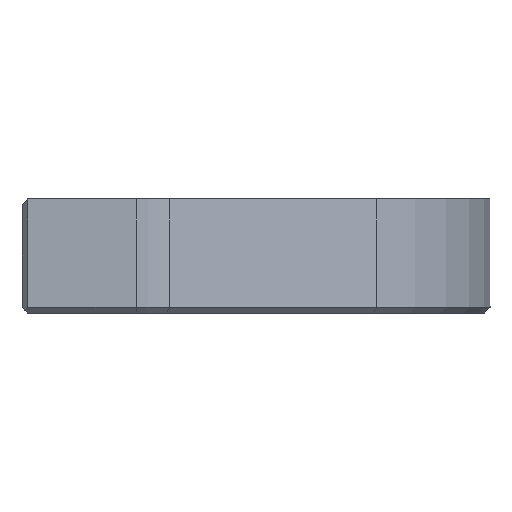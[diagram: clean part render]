
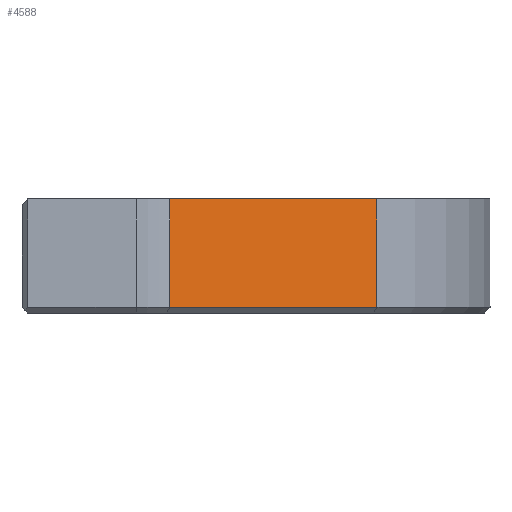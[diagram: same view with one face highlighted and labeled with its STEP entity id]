
A CAD part, left-side view. The second image highlights one B-rep face of the part: STEP entity #4588.
In plain terms, the highlighted planar face has unit normal (-0.809, -0.587, 0).
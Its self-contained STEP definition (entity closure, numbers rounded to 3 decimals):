
#91 = PLANE('',#92);
#92 = AXIS2_PLACEMENT_3D('',#93,#94,#95);
#93 = CARTESIAN_POINT('',(-33.528,-31.09,10.));
#94 = DIRECTION('',(0.,0.,-1.));
#95 = DIRECTION('',(-1.,0.,0.));
#1229 = VERTEX_POINT('',#1230);
#1230 = CARTESIAN_POINT('',(-33.528,-31.09,10.));
#1249 = CYLINDRICAL_SURFACE('',#1250,24.);
#1250 = AXIS2_PLACEMENT_3D('',#1251,#1252,#1253);
#1251 = CARTESIAN_POINT('',(-14.1,-17.,0.));
#1252 = DIRECTION('',(-0.,-0.,-1.));
#1253 = DIRECTION('',(1.,0.,0.));
#1261 = EDGE_CURVE('',#1229,#1262,#1264,.T.);
#1262 = VERTEX_POINT('',#1263);
#1263 = CARTESIAN_POINT('',(-46.695,-12.936,10.));
#1264 = SURFACE_CURVE('',#1265,(#1269,#1276),.PCURVE_S1.);
#1265 = LINE('',#1266,#1267);
#1266 = CARTESIAN_POINT('',(-33.528,-31.09,10.));
#1267 = VECTOR('',#1268,1.);
#1268 = DIRECTION('',(-0.587,0.81,0.));
#1269 = PCURVE('',#91,#1270);
#1270 = DEFINITIONAL_REPRESENTATION('',(#1271),#1275);
#1271 = LINE('',#1272,#1273);
#1272 = CARTESIAN_POINT('',(0.,0.));
#1273 = VECTOR('',#1274,1.);
#1274 = DIRECTION('',(0.587,0.81));
#1275 = ( GEOMETRIC_REPRESENTATION_CONTEXT(2) 
PARAMETRIC_REPRESENTATION_CONTEXT() REPRESENTATION_CONTEXT('2D SPACE',''
  ) );
#1276 = PCURVE('',#1277,#1282);
#1277 = PLANE('',#1278);
#1278 = AXIS2_PLACEMENT_3D('',#1279,#1280,#1281);
#1279 = CARTESIAN_POINT('',(-33.528,-31.09,0.));
#1280 = DIRECTION('',(-0.81,-0.587,0.));
#1281 = DIRECTION('',(-0.587,0.81,0.));
#1282 = DEFINITIONAL_REPRESENTATION('',(#1283),#1287);
#1283 = LINE('',#1284,#1285);
#1284 = CARTESIAN_POINT('',(0.,-10.));
#1285 = VECTOR('',#1286,1.);
#1286 = DIRECTION('',(1.,0.));
#1287 = ( GEOMETRIC_REPRESENTATION_CONTEXT(2) 
PARAMETRIC_REPRESENTATION_CONTEXT() REPRESENTATION_CONTEXT('2D SPACE',''
  ) );
#1310 = CYLINDRICAL_SURFACE('',#1311,5.);
#1311 = AXIS2_PLACEMENT_3D('',#1312,#1313,#1314);
#1312 = CARTESIAN_POINT('',(-42.648,-10.,0.));
#1313 = DIRECTION('',(-0.,-0.,-1.));
#1314 = DIRECTION('',(1.,0.,0.));
#4485 = EDGE_CURVE('',#4486,#1262,#4488,.T.);
#4486 = VERTEX_POINT('',#4487);
#4487 = CARTESIAN_POINT('',(-46.695,-12.936,0.5));
#4488 = SURFACE_CURVE('',#4489,(#4493,#4500),.PCURVE_S1.);
#4489 = LINE('',#4490,#4491);
#4490 = CARTESIAN_POINT('',(-46.695,-12.936,0.));
#4491 = VECTOR('',#4492,1.);
#4492 = DIRECTION('',(0.,0.,1.));
#4493 = PCURVE('',#1310,#4494);
#4494 = DEFINITIONAL_REPRESENTATION('',(#4495),#4499);
#4495 = LINE('',#4496,#4497);
#4496 = CARTESIAN_POINT('',(-3.769,0.));
#4497 = VECTOR('',#4498,1.);
#4498 = DIRECTION('',(-0.,-1.));
#4499 = ( GEOMETRIC_REPRESENTATION_CONTEXT(2) 
PARAMETRIC_REPRESENTATION_CONTEXT() REPRESENTATION_CONTEXT('2D SPACE',''
  ) );
#4500 = PCURVE('',#1277,#4501);
#4501 = DEFINITIONAL_REPRESENTATION('',(#4502),#4506);
#4502 = LINE('',#4503,#4504);
#4503 = CARTESIAN_POINT('',(22.427,0.));
#4504 = VECTOR('',#4505,1.);
#4505 = DIRECTION('',(0.,-1.));
#4506 = ( GEOMETRIC_REPRESENTATION_CONTEXT(2) 
PARAMETRIC_REPRESENTATION_CONTEXT() REPRESENTATION_CONTEXT('2D SPACE',''
  ) );
#4588 = ADVANCED_FACE('',(#4589),#1277,.T.);
#4589 = FACE_BOUND('',#4590,.T.);
#4590 = EDGE_LOOP('',(#4591,#4614,#4615,#4616));
#4591 = ORIENTED_EDGE('',*,*,#4592,.T.);
#4592 = EDGE_CURVE('',#4593,#1229,#4595,.T.);
#4593 = VERTEX_POINT('',#4594);
#4594 = CARTESIAN_POINT('',(-33.528,-31.09,0.5));
#4595 = SURFACE_CURVE('',#4596,(#4600,#4607),.PCURVE_S1.);
#4596 = LINE('',#4597,#4598);
#4597 = CARTESIAN_POINT('',(-33.528,-31.09,0.));
#4598 = VECTOR('',#4599,1.);
#4599 = DIRECTION('',(0.,0.,1.));
#4600 = PCURVE('',#1277,#4601);
#4601 = DEFINITIONAL_REPRESENTATION('',(#4602),#4606);
#4602 = LINE('',#4603,#4604);
#4603 = CARTESIAN_POINT('',(0.,0.));
#4604 = VECTOR('',#4605,1.);
#4605 = DIRECTION('',(0.,-1.));
#4606 = ( GEOMETRIC_REPRESENTATION_CONTEXT(2) 
PARAMETRIC_REPRESENTATION_CONTEXT() REPRESENTATION_CONTEXT('2D SPACE',''
  ) );
#4607 = PCURVE('',#1249,#4608);
#4608 = DEFINITIONAL_REPRESENTATION('',(#4609),#4613);
#4609 = LINE('',#4610,#4611);
#4610 = CARTESIAN_POINT('',(-3.769,0.));
#4611 = VECTOR('',#4612,1.);
#4612 = DIRECTION('',(-0.,-1.));
#4613 = ( GEOMETRIC_REPRESENTATION_CONTEXT(2) 
PARAMETRIC_REPRESENTATION_CONTEXT() REPRESENTATION_CONTEXT('2D SPACE',''
  ) );
#4614 = ORIENTED_EDGE('',*,*,#1261,.T.);
#4615 = ORIENTED_EDGE('',*,*,#4485,.F.);
#4616 = ORIENTED_EDGE('',*,*,#4617,.T.);
#4617 = EDGE_CURVE('',#4486,#4593,#4618,.T.);
#4618 = SURFACE_CURVE('',#4619,(#4623,#4630),.PCURVE_S1.);
#4619 = LINE('',#4620,#4621);
#4620 = CARTESIAN_POINT('',(-46.695,-12.936,0.5));
#4621 = VECTOR('',#4622,1.);
#4622 = DIRECTION('',(0.587,-0.81,0.));
#4623 = PCURVE('',#1277,#4624);
#4624 = DEFINITIONAL_REPRESENTATION('',(#4625),#4629);
#4625 = LINE('',#4626,#4627);
#4626 = CARTESIAN_POINT('',(22.427,-0.5));
#4627 = VECTOR('',#4628,1.);
#4628 = DIRECTION('',(-1.,0.));
#4629 = ( GEOMETRIC_REPRESENTATION_CONTEXT(2) 
PARAMETRIC_REPRESENTATION_CONTEXT() REPRESENTATION_CONTEXT('2D SPACE',''
  ) );
#4630 = PCURVE('',#4631,#4636);
#4631 = PLANE('',#4632);
#4632 = AXIS2_PLACEMENT_3D('',#4633,#4634,#4635);
#4633 = CARTESIAN_POINT('',(-46.493,-12.789,0.25));
#4634 = DIRECTION('',(-0.572,-0.415,-0.707));
#4635 = DIRECTION('',(0.587,-0.81,0.)
  );
#4636 = DEFINITIONAL_REPRESENTATION('',(#4637),#4641);
#4637 = LINE('',#4638,#4639);
#4638 = CARTESIAN_POINT('',(0.,0.354));
#4639 = VECTOR('',#4640,1.);
#4640 = DIRECTION('',(1.,0.));
#4641 = ( GEOMETRIC_REPRESENTATION_CONTEXT(2) 
PARAMETRIC_REPRESENTATION_CONTEXT() REPRESENTATION_CONTEXT('2D SPACE',''
  ) );
